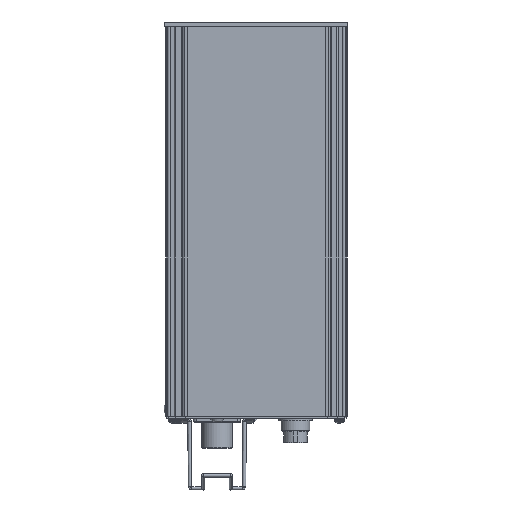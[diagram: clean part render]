
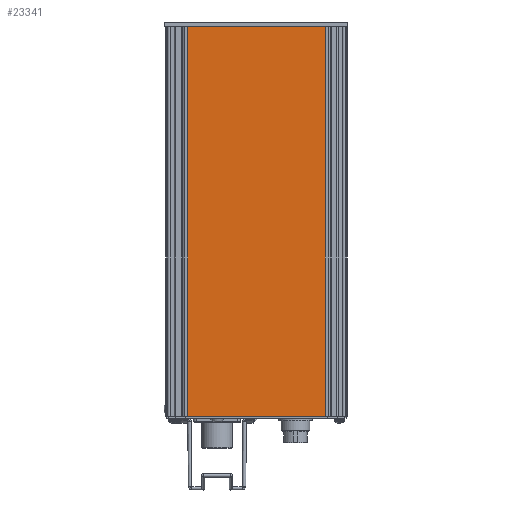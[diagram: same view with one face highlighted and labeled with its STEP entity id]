
A CAD part, front view. The second image highlights one B-rep face of the part: STEP entity #23341.
In plain terms, the highlighted planar face has unit normal (0, -1, 0).
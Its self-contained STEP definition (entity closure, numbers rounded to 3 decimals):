
#2287=CARTESIAN_POINT('',(10.1,-54.2,-113.2));
#2288=VERTEX_POINT('',#2287);
#2289=CARTESIAN_POINT('',(10.1,-54.2,113.3));
#2290=VERTEX_POINT('',#2289);
#2291=CARTESIAN_POINT('',(10.1,-54.2,-113.2));
#2292=DIRECTION('',(0.0,0.0,1.0));
#2293=VECTOR('',#2292,226.5);
#2294=LINE('',#2291,#2293);
#2295=EDGE_CURVE('',#2288,#2290,#2294,.T.);
#16548=CARTESIAN_POINT('',(92.9,-54.2,113.3));
#16549=VERTEX_POINT('',#16548);
#16550=CARTESIAN_POINT('',(92.9,-54.2,-113.2));
#16551=VERTEX_POINT('',#16550);
#16552=CARTESIAN_POINT('',(92.9,-54.2,113.3));
#16553=DIRECTION('',(0.0,0.0,-1.0));
#16554=VECTOR('',#16553,226.5);
#16555=LINE('',#16552,#16554);
#16556=EDGE_CURVE('',#16549,#16551,#16555,.T.);
#20746=CARTESIAN_POINT('',(10.1,-54.2,113.3));
#20747=DIRECTION('',(1.0,0.0,0.0));
#20748=VECTOR('',#20747,82.8);
#20749=LINE('',#20746,#20748);
#20750=EDGE_CURVE('',#2290,#16549,#20749,.T.);
#23325=CARTESIAN_POINT('',(92.75,-54.2,-113.1));
#23326=DIRECTION('',(0.0,-1.0,0.0));
#23327=DIRECTION('',(0.0,0.0,-1.0));
#23328=AXIS2_PLACEMENT_3D('',#23325,#23326,#23327);
#23329=PLANE('',#23328);
#23330=ORIENTED_EDGE('',*,*,#20750,.F.);
#23331=ORIENTED_EDGE('',*,*,#2295,.F.);
#23332=CARTESIAN_POINT('',(92.9,-54.2,-113.2));
#23333=DIRECTION('',(-1.0,0.0,0.0));
#23334=VECTOR('',#23333,82.8);
#23335=LINE('',#23332,#23334);
#23336=EDGE_CURVE('',#16551,#2288,#23335,.T.);
#23337=ORIENTED_EDGE('',*,*,#23336,.F.);
#23338=ORIENTED_EDGE('',*,*,#16556,.F.);
#23339=EDGE_LOOP('',(#23330,#23331,#23337,#23338));
#23340=FACE_OUTER_BOUND('',#23339,.T.);
#23341=ADVANCED_FACE('',(#23340),#23329,.T.);
